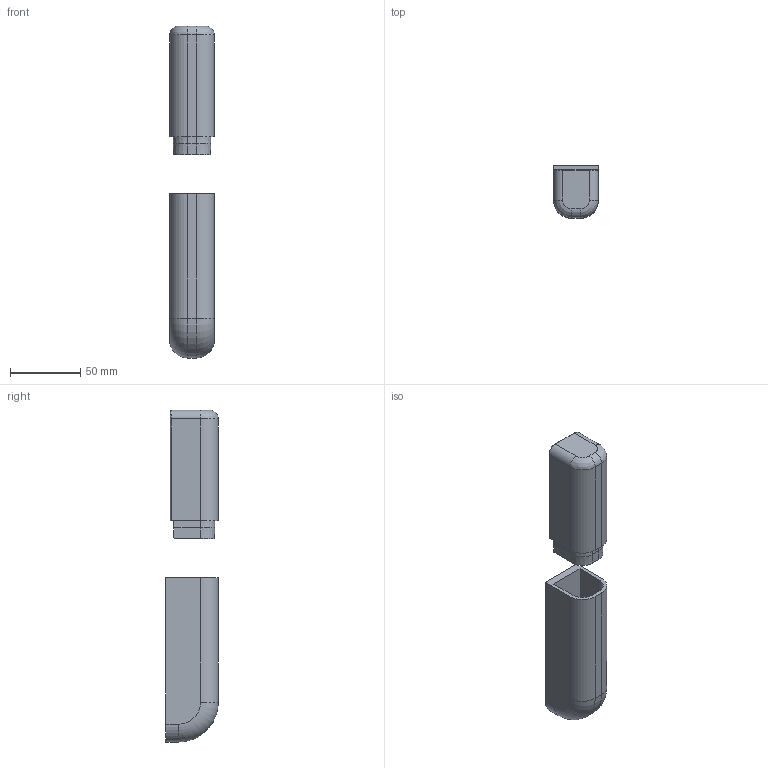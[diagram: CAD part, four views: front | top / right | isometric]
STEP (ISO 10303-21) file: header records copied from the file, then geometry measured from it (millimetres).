
FILE_DESCRIPTION(/* description */ (''),/* implementation_level */ '2;1');
FILE_NAME(/* name */ 'Tungsten Electrode Holder v1.step',/* time_stamp */ '2024-09-16T13:16:25-04:00',/* author */ (''),/* organization */ (''),/* preprocessor_version */ 'ST-DEVELOPER v20',/* originating_system */ 'Autodesk Translation Framework v13.14.0.145',/* authorisation */ '');
FILE_SCHEMA (('AUTOMOTIVE_DESIGN { 1 0 10303 214 3 1 1 }'));
Length unit declared in the file: millimetre
Products named in the file (6): Tungsten Electrode Holder; Holder Cap; Tungsten Holder; Magnets; Round Magnet; Component5
Assembly tree (5 placements, depth 4):
  Tungsten Electrode Holder
    Holder Cap
    Tungsten Holder
    Magnets
      Round Magnet
        Component5
Bounding box: 31.75 x 37.43 x 235.87 mm (x, y, z)
Volume: 70118.2 mm3; surface area: 49340 mm2
Topology: 6 solids, 6 shells, 106 faces, 217 edges, 130 vertices
Faces by surface type: plane 58, cylinder 30, cone 10, torus 6, bspline 2
Full cylindrical faces by diameter (mm): 6 x4, 6.045 x4
Entity records: 2925 total; most frequent: DIRECTION 527, CARTESIAN_POINT 481, ORIENTED_EDGE 434, EDGE_CURVE 217, AXIS2_PLACEMENT_3D 194, LINE 139, VECTOR 139, VERTEX_POINT 130
